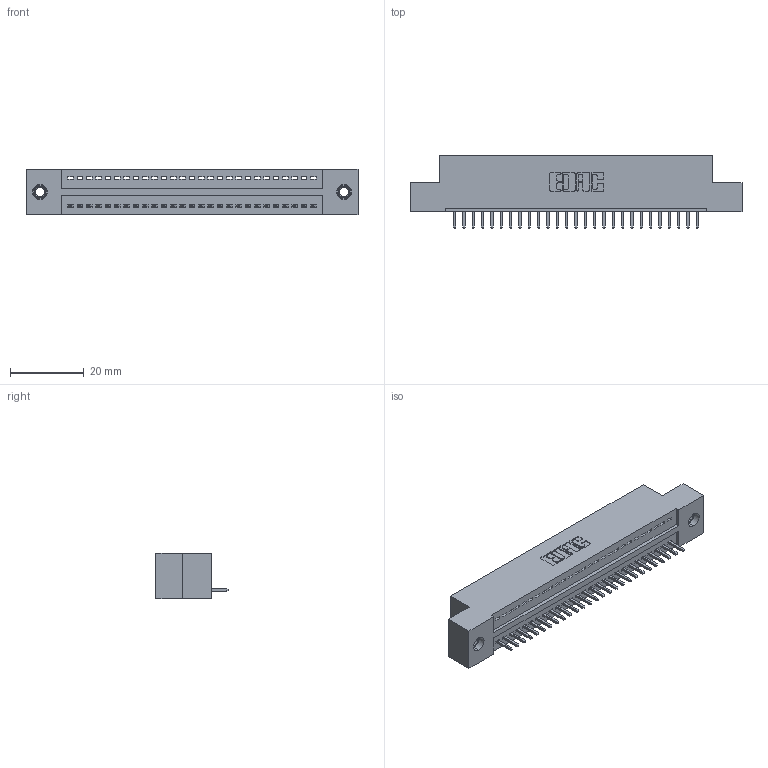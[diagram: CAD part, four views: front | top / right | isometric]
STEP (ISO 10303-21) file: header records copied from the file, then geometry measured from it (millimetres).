
FILE_DESCRIPTION (( 'STEP AP203' ), '1' );
FILE_NAME ('325-027-520-107.STEP', '2020-02-24T18:29:11', ( '' ), ( '' ), 'SwSTEP 2.0', 'SolidWorks 2016', '' );
FILE_SCHEMA (( 'CONFIG_CONTROL_DESIGN' ));
Length unit declared in the file: inch
Products named in the file (4): 325-292-001_325-293-120; 325 Part_TI; 325-027-520-107; 345-250-001_345-250-005-103
Assembly tree (30 placements, depth 2):
  325-027-520-107
    325 Part_TI
    325-292-001_325-293-120  x27
    345-250-001_345-250-005-103  x2
Bounding box: 90.3 x 19.68 x 12.45 mm (x, y, z)
Volume: 11261.9 mm3; surface area: 11792.5 mm2
Topology: 30 solids, 30 shells, 1740 faces, 5199 edges, 3422 vertices
Faces by surface type: plane 1236, cylinder 488, cone 12, torus 4
Entity records: 19650 total; most frequent: CARTESIAN_POINT 3374, ORIENTED_EDGE 3330, DIRECTION 2909, EDGE_CURVE 1665, VECTOR 1517, LINE 1517, VERTEX_POINT 1104, AXIS2_PLACEMENT_3D 696
